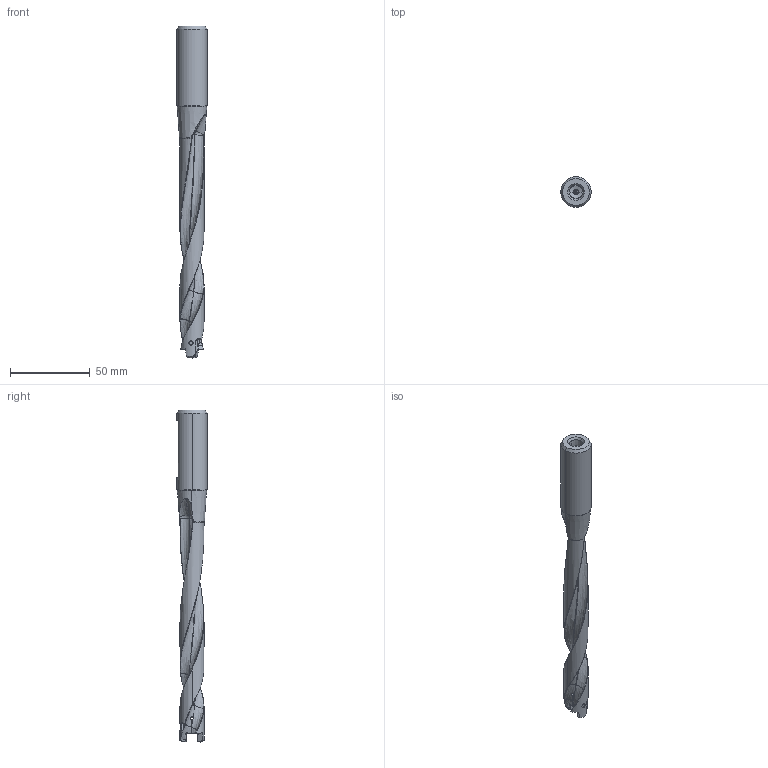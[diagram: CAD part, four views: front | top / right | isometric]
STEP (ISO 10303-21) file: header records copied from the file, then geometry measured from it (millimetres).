
FILE_DESCRIPTION(/* description */ (''),/* implementation_level */ '2;1');
FILE_NAME(/* name */ 'STAWLN0041.stp',/* time_stamp */ '2025-06-11T16:51:46+09:00',/* author */ (''),/* organization */ (''),/* preprocessor_version */ 'ST-DEVELOPER v18.101',/* originating_system */ 'SIEMENS PLM Software NX 2011',/* authorisation */ '');
FILE_SCHEMA (('AUTOMOTIVE_DESIGN { 1 0 10303 214 3 1 1 1 }'));
Length unit declared in the file: millimetre
Products named in the file (1): STAWLN0041_ASM
Bounding box: 19.05 x 19.05 x 207.69 mm (x, y, z)
Volume: 26175.9 mm3; surface area: 14455.6 mm2
Topology: 3 solids, 3 shells, 239 faces, 763 edges, 508 vertices
Faces by surface type: cylinder 83, plane 42, bspline 38, cone 36, sphere 32, torus 6, revolution 2
Entity records: 17222 total; most frequent: CARTESIAN_POINT 11306, ORIENTED_EDGE 1468, DIRECTION 862, EDGE_CURVE 734, VERTEX_POINT 504, B_SPLINE_CURVE_WITH_KNOTS 449, AXIS2_PLACEMENT_3D 359, EDGE_LOOP 252
